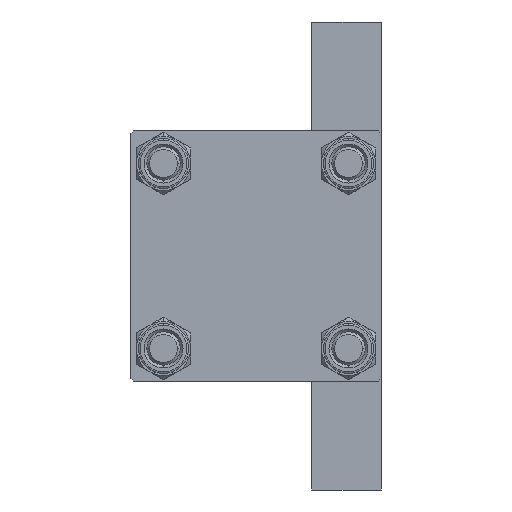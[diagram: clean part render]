
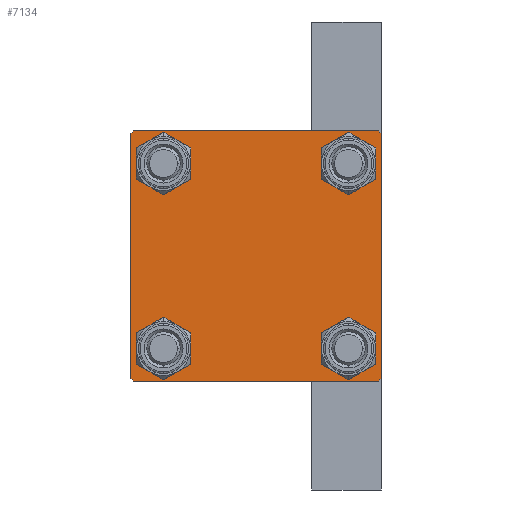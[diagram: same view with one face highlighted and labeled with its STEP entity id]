
A CAD part, left-side view. The second image highlights one B-rep face of the part: STEP entity #7134.
In plain terms, the highlighted planar face has unit normal (-1, 0, 0).
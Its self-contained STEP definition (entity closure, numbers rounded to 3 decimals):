
#693 = DIRECTION ( 'NONE',  ( 0., 0.707, 0.707 ) ) ;
#709 = EDGE_CURVE ( 'NONE', #41146, #27240, #10926, .T. ) ;
#715 = CARTESIAN_POINT ( 'NONE',  ( 0., 22.5, -22.5 ) ) ;
#834 = CARTESIAN_POINT ( 'NONE',  ( 0., 22.25, 22.25 ) ) ;
#1233 = VERTEX_POINT ( 'NONE', #1754 ) ;
#1292 = CARTESIAN_POINT ( 'NONE',  ( 0., 16.6, -20.1 ) ) ;
#1754 = CARTESIAN_POINT ( 'NONE',  ( 0., 16.6, 20.1 ) ) ;
#2080 = EDGE_CURVE ( 'NONE', #6670, #31734, #10623, .T. ) ;
#2303 = FACE_BOUND ( 'NONE', #41820, .T. ) ;
#2543 = DIRECTION ( 'NONE',  ( 1., 0., 0. ) ) ;
#2633 = EDGE_CURVE ( 'NONE', #31734, #6670, #27798, .T. ) ;
#2762 = CARTESIAN_POINT ( 'NONE',  ( 0., -16.6, -20.1 ) ) ;
#3234 = DIRECTION ( 'NONE',  ( 0., 0., 1. ) ) ;
#3381 = CIRCLE ( 'NONE', #9591, 3.5 ) ;
#4355 = DIRECTION ( 'NONE',  ( 0., -1., 0. ) ) ;
#4635 = CARTESIAN_POINT ( 'NONE',  ( 0., 22.5, 22.5 ) ) ;
#4760 = EDGE_CURVE ( 'NONE', #19929, #1233, #16553, .T. ) ;
#4946 = CARTESIAN_POINT ( 'NONE',  ( 0., -16.6, 20.1 ) ) ;
#5639 = DIRECTION ( 'NONE',  ( 0., 0., 1. ) ) ;
#5665 = CARTESIAN_POINT ( 'NONE',  ( 0., 16.6, -16.6 ) ) ;
#6160 = EDGE_CURVE ( 'NONE', #15894, #21315, #15551, .T. ) ;
#6670 = VERTEX_POINT ( 'NONE', #4946 ) ;
#7134 = ADVANCED_FACE ( 'NONE', ( #46412, #47369, #2303, #32024, #13973 ), #42517, .T. ) ;
#8125 = ORIENTED_EDGE ( 'NONE', *, *, #6160, .T. ) ;
#8427 = ORIENTED_EDGE ( 'NONE', *, *, #2633, .T. ) ;
#8486 = VECTOR ( 'NONE', #19246, 1000. ) ;
#8699 = CARTESIAN_POINT ( 'NONE',  ( 0., -16.6, 16.6 ) ) ;
#8797 = ORIENTED_EDGE ( 'NONE', *, *, #16861, .T. ) ;
#9342 = DIRECTION ( 'NONE',  ( 0., 0., 1. ) ) ;
#9486 = EDGE_CURVE ( 'NONE', #37897, #18363, #24376, .T. ) ;
#9547 = DIRECTION ( 'NONE',  ( 0., 0., 1. ) ) ;
#9591 = AXIS2_PLACEMENT_3D ( 'NONE', #10559, #2543, #20821 ) ;
#9616 = ORIENTED_EDGE ( 'NONE', *, *, #19527, .T. ) ;
#9923 = EDGE_CURVE ( 'NONE', #42956, #34592, #16122, .T. ) ;
#9993 = ORIENTED_EDGE ( 'NONE', *, *, #2080, .T. ) ;
#10003 = DIRECTION ( 'NONE',  ( 1., 0., 0. ) ) ;
#10360 = AXIS2_PLACEMENT_3D ( 'NONE', #5665, #13688, #9547 ) ;
#10387 = VECTOR ( 'NONE', #17977, 1000. ) ;
#10553 = DIRECTION ( 'NONE',  ( 0., 0., 1. ) ) ;
#10559 = CARTESIAN_POINT ( 'NONE',  ( 0., -16.6, -16.6 ) ) ;
#10623 = CIRCLE ( 'NONE', #37873, 3.5 ) ;
#10926 = LINE ( 'NONE', #37735, #19151 ) ;
#11397 = EDGE_LOOP ( 'NONE', ( #8797, #42036 ) ) ;
#11877 = CARTESIAN_POINT ( 'NONE',  ( 0., -22.25, 22.25 ) ) ;
#12168 = AXIS2_PLACEMENT_3D ( 'NONE', #16286, #19700, #34571 ) ;
#12620 = AXIS2_PLACEMENT_3D ( 'NONE', #28365, #25663, #10553 ) ;
#13688 = DIRECTION ( 'NONE',  ( 1., 0., 0. ) ) ;
#13973 = FACE_OUTER_BOUND ( 'NONE', #38280, .T. ) ;
#14644 = DIRECTION ( 'NONE',  ( 1., 0., 0. ) ) ;
#14934 = CARTESIAN_POINT ( 'NONE',  ( 0., 22.25, -22.25 ) ) ;
#15349 = LINE ( 'NONE', #4635, #8486 ) ;
#15551 = LINE ( 'NONE', #715, #21180 ) ;
#15767 = DIRECTION ( 'NONE',  ( 1., 0., 0. ) ) ;
#15894 = VERTEX_POINT ( 'NONE', #32817 ) ;
#16122 = LINE ( 'NONE', #46084, #36077 ) ;
#16286 = CARTESIAN_POINT ( 'NONE',  ( 0., -16.6, -16.6 ) ) ;
#16553 = CIRCLE ( 'NONE', #45327, 3.5 ) ;
#16861 = EDGE_CURVE ( 'NONE', #42850, #24197, #27760, .T. ) ;
#17459 = ORIENTED_EDGE ( 'NONE', *, *, #42024, .T. ) ;
#17636 = CARTESIAN_POINT ( 'NONE',  ( 0., 22.5, 22. ) ) ;
#17977 = DIRECTION ( 'NONE',  ( 0., -0.707, 0.707 ) ) ;
#18134 = CARTESIAN_POINT ( 'NONE',  ( 0., -22.5, 22. ) ) ;
#18299 = CARTESIAN_POINT ( 'NONE',  ( 0., 16.6, 16.6 ) ) ;
#18363 = VERTEX_POINT ( 'NONE', #1292 ) ;
#18943 = LINE ( 'NONE', #11877, #19398 ) ;
#19151 = VECTOR ( 'NONE', #4355, 1000. ) ;
#19200 = EDGE_CURVE ( 'NONE', #33479, #22728, #15349, .T. ) ;
#19223 = AXIS2_PLACEMENT_3D ( 'NONE', #8699, #15767, #45503 ) ;
#19246 = DIRECTION ( 'NONE',  ( 0., 0., -1. ) ) ;
#19398 = VECTOR ( 'NONE', #693, 1000. ) ;
#19527 = EDGE_CURVE ( 'NONE', #42956, #27240, #18943, .T. ) ;
#19536 = AXIS2_PLACEMENT_3D ( 'NONE', #41229, #29555, #3234 ) ;
#19599 = CARTESIAN_POINT ( 'NONE',  ( 0., 16.6, -13.1 ) ) ;
#19700 = DIRECTION ( 'NONE',  ( 1., 0., 0. ) ) ;
#19929 = VERTEX_POINT ( 'NONE', #31323 ) ;
#20821 = DIRECTION ( 'NONE',  ( 0., 0., 1. ) ) ;
#21037 = CARTESIAN_POINT ( 'NONE',  ( 0., -16.6, 16.6 ) ) ;
#21180 = VECTOR ( 'NONE', #30932, 1000. ) ;
#21315 = VERTEX_POINT ( 'NONE', #22088 ) ;
#22088 = CARTESIAN_POINT ( 'NONE',  ( 0., -22., -22.5 ) ) ;
#22429 = CARTESIAN_POINT ( 'NONE',  ( 0., 22., 22.5 ) ) ;
#22506 = LINE ( 'NONE', #834, #25907 ) ;
#22549 = ORIENTED_EDGE ( 'NONE', *, *, #4760, .T. ) ;
#22728 = VERTEX_POINT ( 'NONE', #44169 ) ;
#22799 = EDGE_CURVE ( 'NONE', #18363, #37897, #45206, .T. ) ;
#23764 = ORIENTED_EDGE ( 'NONE', *, *, #709, .F. ) ;
#23914 = DIRECTION ( 'NONE',  ( 0., 0., -1. ) ) ;
#24197 = VERTEX_POINT ( 'NONE', #2762 ) ;
#24376 = CIRCLE ( 'NONE', #10360, 3.5 ) ;
#24818 = CARTESIAN_POINT ( 'NONE',  ( 0., -22.25, -22.25 ) ) ;
#25193 = ORIENTED_EDGE ( 'NONE', *, *, #32837, .T. ) ;
#25322 = EDGE_CURVE ( 'NONE', #1233, #19929, #30550, .T. ) ;
#25412 = ORIENTED_EDGE ( 'NONE', *, *, #9486, .T. ) ;
#25544 = LINE ( 'NONE', #24818, #10387 ) ;
#25593 = CARTESIAN_POINT ( 'NONE',  ( 0., -16.6, 13.1 ) ) ;
#25663 = DIRECTION ( 'NONE',  ( -1., 0., 0. ) ) ;
#25854 = DIRECTION ( 'NONE',  ( 0., 0., 1. ) ) ;
#25907 = VECTOR ( 'NONE', #37369, 1000. ) ;
#25917 = LINE ( 'NONE', #14934, #43994 ) ;
#26940 = CARTESIAN_POINT ( 'NONE',  ( 0., -22.5, -22. ) ) ;
#27240 = VERTEX_POINT ( 'NONE', #27511 ) ;
#27511 = CARTESIAN_POINT ( 'NONE',  ( 0., -22., 22.5 ) ) ;
#27760 = CIRCLE ( 'NONE', #12168, 3.5 ) ;
#27798 = CIRCLE ( 'NONE', #19223, 3.5 ) ;
#28365 = CARTESIAN_POINT ( 'NONE',  ( 0., 0., 0. ) ) ;
#28871 = CARTESIAN_POINT ( 'NONE',  ( 0., -16.6, -13.1 ) ) ;
#28962 = AXIS2_PLACEMENT_3D ( 'NONE', #39003, #10003, #5639 ) ;
#29555 = DIRECTION ( 'NONE',  ( 1., 0., 0. ) ) ;
#29705 = EDGE_CURVE ( 'NONE', #41146, #33479, #22506, .T. ) ;
#30550 = CIRCLE ( 'NONE', #28962, 3.5 ) ;
#30932 = DIRECTION ( 'NONE',  ( 0., -1., 0. ) ) ;
#31323 = CARTESIAN_POINT ( 'NONE',  ( 0., 16.6, 13.1 ) ) ;
#31734 = VERTEX_POINT ( 'NONE', #25593 ) ;
#32024 = FACE_BOUND ( 'NONE', #36130, .T. ) ;
#32817 = CARTESIAN_POINT ( 'NONE',  ( 0., 22., -22.5 ) ) ;
#32837 = EDGE_CURVE ( 'NONE', #21315, #34592, #25544, .T. ) ;
#33453 = EDGE_CURVE ( 'NONE', #24197, #42850, #3381, .T. ) ;
#33479 = VERTEX_POINT ( 'NONE', #17636 ) ;
#34571 = DIRECTION ( 'NONE',  ( 0., 0., 1. ) ) ;
#34592 = VERTEX_POINT ( 'NONE', #26940 ) ;
#34634 = ORIENTED_EDGE ( 'NONE', *, *, #9923, .F. ) ;
#35367 = ORIENTED_EDGE ( 'NONE', *, *, #19200, .T. ) ;
#36077 = VECTOR ( 'NONE', #23914, 1000. ) ;
#36130 = EDGE_LOOP ( 'NONE', ( #43595, #22549 ) ) ;
#37369 = DIRECTION ( 'NONE',  ( 0., 0.707, -0.707 ) ) ;
#37735 = CARTESIAN_POINT ( 'NONE',  ( 0., 22.5, 22.5 ) ) ;
#37873 = AXIS2_PLACEMENT_3D ( 'NONE', #21037, #42742, #9342 ) ;
#37897 = VERTEX_POINT ( 'NONE', #19599 ) ;
#38280 = EDGE_LOOP ( 'NONE', ( #35367, #17459, #8125, #25193, #34634, #9616, #23764, #47610 ) ) ;
#39003 = CARTESIAN_POINT ( 'NONE',  ( 0., 16.6, 16.6 ) ) ;
#40045 = DIRECTION ( 'NONE',  ( 0., -0.707, -0.707 ) ) ;
#41146 = VERTEX_POINT ( 'NONE', #22429 ) ;
#41229 = CARTESIAN_POINT ( 'NONE',  ( 0., 16.6, -16.6 ) ) ;
#41820 = EDGE_LOOP ( 'NONE', ( #25412, #48096 ) ) ;
#42024 = EDGE_CURVE ( 'NONE', #22728, #15894, #25917, .T. ) ;
#42036 = ORIENTED_EDGE ( 'NONE', *, *, #33453, .T. ) ;
#42517 = PLANE ( 'NONE',  #12620 ) ;
#42742 = DIRECTION ( 'NONE',  ( 1., 0., 0. ) ) ;
#42850 = VERTEX_POINT ( 'NONE', #28871 ) ;
#42956 = VERTEX_POINT ( 'NONE', #18134 ) ;
#43595 = ORIENTED_EDGE ( 'NONE', *, *, #25322, .T. ) ;
#43994 = VECTOR ( 'NONE', #40045, 1000. ) ;
#44169 = CARTESIAN_POINT ( 'NONE',  ( 0., 22.5, -22. ) ) ;
#45160 = EDGE_LOOP ( 'NONE', ( #9993, #8427 ) ) ;
#45206 = CIRCLE ( 'NONE', #19536, 3.5 ) ;
#45327 = AXIS2_PLACEMENT_3D ( 'NONE', #18299, #14644, #25854 ) ;
#45503 = DIRECTION ( 'NONE',  ( 0., 0., 1. ) ) ;
#46084 = CARTESIAN_POINT ( 'NONE',  ( 0., -22.5, 22.5 ) ) ;
#46412 = FACE_BOUND ( 'NONE', #45160, .T. ) ;
#47369 = FACE_BOUND ( 'NONE', #11397, .T. ) ;
#47610 = ORIENTED_EDGE ( 'NONE', *, *, #29705, .T. ) ;
#48096 = ORIENTED_EDGE ( 'NONE', *, *, #22799, .T. ) ;
